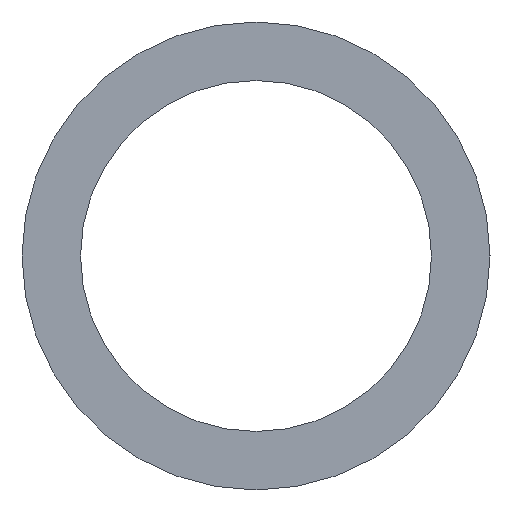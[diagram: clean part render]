
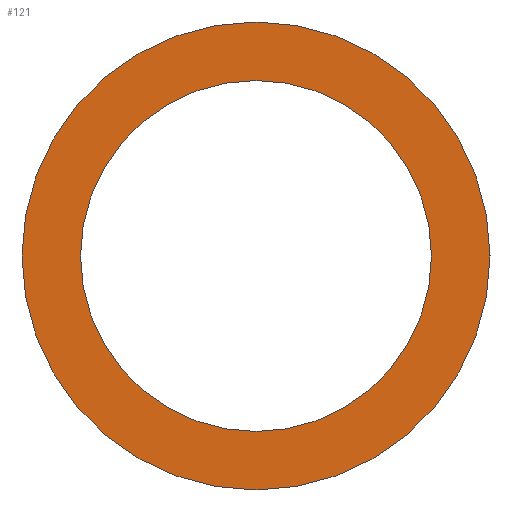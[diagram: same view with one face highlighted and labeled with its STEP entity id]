
A CAD part, left-side view. The second image highlights one B-rep face of the part: STEP entity #121.
In plain terms, the highlighted planar face has unit normal (-1, 0, 0).
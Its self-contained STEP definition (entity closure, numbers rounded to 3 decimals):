
#1 = FACE_OUTER_BOUND ( 'NONE', #178, .T. ) ;
#9 = VERTEX_POINT ( 'NONE', #89 ) ;
#14 = AXIS2_PLACEMENT_3D ( 'NONE', #158, #102, #19 ) ;
#19 = DIRECTION ( 'NONE',  ( 0., 0., -1. ) ) ;
#25 = AXIS2_PLACEMENT_3D ( 'NONE', #82, #142, #109 ) ;
#29 = EDGE_CURVE ( 'NONE', #163, #198, #194, .T. ) ;
#33 = DIRECTION ( 'NONE',  ( 1., 0., 0. ) ) ;
#36 = DIRECTION ( 'NONE',  ( 0., 0., -1. ) ) ;
#41 = EDGE_LOOP ( 'NONE', ( #180, #56 ) ) ;
#44 = DIRECTION ( 'NONE',  ( 0., 0., -1. ) ) ;
#55 = ORIENTED_EDGE ( 'NONE', *, *, #152, .F. ) ;
#56 = ORIENTED_EDGE ( 'NONE', *, *, #146, .T. ) ;
#61 = PLANE ( 'NONE',  #170 ) ;
#77 = AXIS2_PLACEMENT_3D ( 'NONE', #112, #33, #36 ) ;
#82 = CARTESIAN_POINT ( 'NONE',  ( 0., 0., 0. ) ) ;
#85 = CIRCLE ( 'NONE', #99, 2. ) ;
#89 = CARTESIAN_POINT ( 'NONE',  ( 0., 0., -2. ) ) ;
#90 = EDGE_CURVE ( 'NONE', #9, #106, #85, .T. ) ;
#93 = DIRECTION ( 'NONE',  ( 1., 0., 0. ) ) ;
#99 = AXIS2_PLACEMENT_3D ( 'NONE', #108, #93, #44 ) ;
#102 = DIRECTION ( 'NONE',  ( 1., 0., 0. ) ) ;
#106 = VERTEX_POINT ( 'NONE', #188 ) ;
#108 = CARTESIAN_POINT ( 'NONE',  ( 0., 0., 0. ) ) ;
#109 = DIRECTION ( 'NONE',  ( 0., 0., -1. ) ) ;
#112 = CARTESIAN_POINT ( 'NONE',  ( 0., 0., 0. ) ) ;
#113 = CARTESIAN_POINT ( 'NONE',  ( 0., 0., -1.5 ) ) ;
#115 = CARTESIAN_POINT ( 'NONE',  ( 0., 0., 1.5 ) ) ;
#121 = ADVANCED_FACE ( 'NONE', ( #1, #199 ), #61, .F. ) ;
#125 = CARTESIAN_POINT ( 'NONE',  ( 0., 0., 0. ) ) ;
#140 = CIRCLE ( 'NONE', #77, 1.5 ) ;
#142 = DIRECTION ( 'NONE',  ( 1., 0., 0. ) ) ;
#146 = EDGE_CURVE ( 'NONE', #198, #163, #140, .T. ) ;
#149 = ORIENTED_EDGE ( 'NONE', *, *, #90, .F. ) ;
#152 = EDGE_CURVE ( 'NONE', #106, #9, #187, .T. ) ;
#158 = CARTESIAN_POINT ( 'NONE',  ( 0., 0., 0. ) ) ;
#163 = VERTEX_POINT ( 'NONE', #115 ) ;
#170 = AXIS2_PLACEMENT_3D ( 'NONE', #125, #174, #193 ) ;
#174 = DIRECTION ( 'NONE',  ( 1., 0., 0. ) ) ;
#178 = EDGE_LOOP ( 'NONE', ( #55, #149 ) ) ;
#180 = ORIENTED_EDGE ( 'NONE', *, *, #29, .T. ) ;
#187 = CIRCLE ( 'NONE', #14, 2. ) ;
#188 = CARTESIAN_POINT ( 'NONE',  ( 0., 0., 2. ) ) ;
#193 = DIRECTION ( 'NONE',  ( 0., 0., -1. ) ) ;
#194 = CIRCLE ( 'NONE', #25, 1.5 ) ;
#198 = VERTEX_POINT ( 'NONE', #113 ) ;
#199 = FACE_BOUND ( 'NONE', #41, .T. ) ;
